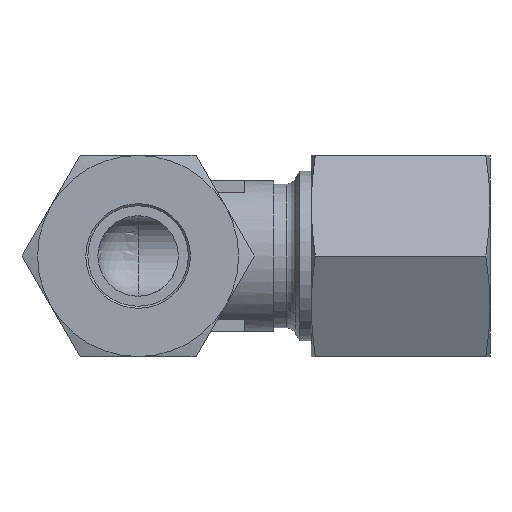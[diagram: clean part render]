
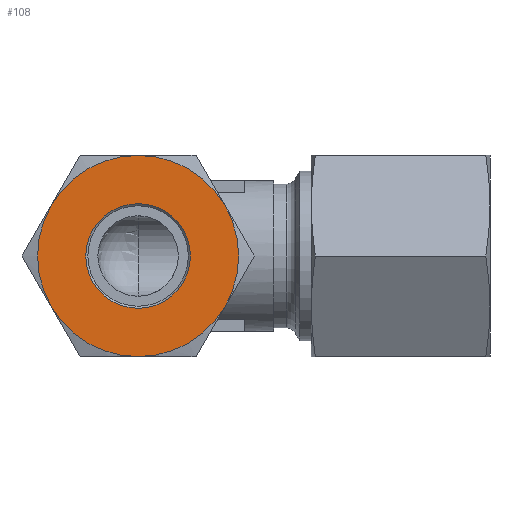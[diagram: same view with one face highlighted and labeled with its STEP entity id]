
A CAD part, front view. The second image highlights one B-rep face of the part: STEP entity #108.
In plain terms, the highlighted planar face has unit normal (0, -1, 0).
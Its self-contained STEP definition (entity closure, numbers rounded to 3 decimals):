
#108 = ADVANCED_FACE( '', ( #239, #240 ), #241, .F. );
#239 = FACE_BOUND( '', #437, .T. );
#240 = FACE_OUTER_BOUND( '', #438, .T. );
#241 = PLANE( '', #439 );
#437 = EDGE_LOOP( '', ( #793 ) );
#438 = EDGE_LOOP( '', ( #794, #795, #796, #797, #798, #799 ) );
#439 = AXIS2_PLACEMENT_3D( '', #800, #801, #802 );
#793 = ORIENTED_EDGE( '', *, *, #1232, .F. );
#794 = ORIENTED_EDGE( '', *, *, #1240, .T. );
#795 = ORIENTED_EDGE( '', *, *, #1239, .T. );
#796 = ORIENTED_EDGE( '', *, *, #1234, .T. );
#797 = ORIENTED_EDGE( '', *, *, #1204, .T. );
#798 = ORIENTED_EDGE( '', *, *, #1215, .T. );
#799 = ORIENTED_EDGE( '', *, *, #1241, .T. );
#800 = CARTESIAN_POINT( '', ( 6., -21., 0. ) );
#801 = DIRECTION( '', ( 0., 1., 0. ) );
#802 = DIRECTION( '', ( -1., 0., 0. ) );
#1204 = EDGE_CURVE( '', #1414, #1415, #1416, .T. );
#1215 = EDGE_CURVE( '', #1415, #1431, #1433, .T. );
#1232 = EDGE_CURVE( '', #1459, #1459, #1460, .T. );
#1234 = EDGE_CURVE( '', #1446, #1414, #1463, .T. );
#1239 = EDGE_CURVE( '', #1439, #1446, #1471, .T. );
#1240 = EDGE_CURVE( '', #1455, #1439, #1472, .T. );
#1241 = EDGE_CURVE( '', #1431, #1455, #1473, .T. );
#1414 = VERTEX_POINT( '', #1767 );
#1415 = VERTEX_POINT( '', #1768 );
#1416 = CIRCLE( '', #1769, 6. );
#1431 = VERTEX_POINT( '', #1801 );
#1433 = CIRCLE( '', #1806, 6. );
#1439 = VERTEX_POINT( '', #1819 );
#1446 = VERTEX_POINT( '', #1834 );
#1455 = VERTEX_POINT( '', #1857 );
#1459 = VERTEX_POINT( '', #1874 );
#1460 = CIRCLE( '', #1875, 3.12 );
#1463 = CIRCLE( '', #1878, 6. );
#1471 = CIRCLE( '', #1889, 6. );
#1472 = CIRCLE( '', #1890, 6. );
#1473 = CIRCLE( '', #1891, 6. );
#1767 = CARTESIAN_POINT( '', ( 0., -21., 6. ) );
#1768 = CARTESIAN_POINT( '', ( -5.196, -21., 3. ) );
#1769 = AXIS2_PLACEMENT_3D( '', #2241, #2242, #2243 );
#1801 = CARTESIAN_POINT( '', ( -5.196, -21., -3. ) );
#1806 = AXIS2_PLACEMENT_3D( '', #2256, #2257, #2258 );
#1819 = CARTESIAN_POINT( '', ( 5.196, -21., -3. ) );
#1834 = CARTESIAN_POINT( '', ( 5.196, -21., 3. ) );
#1857 = CARTESIAN_POINT( '', ( 0., -21., -6. ) );
#1874 = CARTESIAN_POINT( '', ( 3.12, -21., 0. ) );
#1875 = AXIS2_PLACEMENT_3D( '', #2264, #2265, #2266 );
#1878 = AXIS2_PLACEMENT_3D( '', #2270, #2271, #2272 );
#1889 = AXIS2_PLACEMENT_3D( '', #2282, #2283, #2284 );
#1890 = AXIS2_PLACEMENT_3D( '', #2285, #2286, #2287 );
#1891 = AXIS2_PLACEMENT_3D( '', #2288, #2289, #2290 );
#2241 = CARTESIAN_POINT( '', ( 0., -21., 0. ) );
#2242 = DIRECTION( '', ( 0., -1., 0. ) );
#2243 = DIRECTION( '', ( 1., 0., 0. ) );
#2256 = CARTESIAN_POINT( '', ( 0., -21., 0. ) );
#2257 = DIRECTION( '', ( 0., -1., 0. ) );
#2258 = DIRECTION( '', ( 1., 0., 0. ) );
#2264 = CARTESIAN_POINT( '', ( 0., -21., 0. ) );
#2265 = DIRECTION( '', ( 0., -1., 0. ) );
#2266 = DIRECTION( '', ( 1., 0., 0. ) );
#2270 = CARTESIAN_POINT( '', ( 0., -21., 0. ) );
#2271 = DIRECTION( '', ( 0., -1., 0. ) );
#2272 = DIRECTION( '', ( 1., 0., 0. ) );
#2282 = CARTESIAN_POINT( '', ( 0., -21., 0. ) );
#2283 = DIRECTION( '', ( 0., -1., 0. ) );
#2284 = DIRECTION( '', ( 1., 0., 0. ) );
#2285 = CARTESIAN_POINT( '', ( 0., -21., 0. ) );
#2286 = DIRECTION( '', ( 0., -1., 0. ) );
#2287 = DIRECTION( '', ( 1., 0., 0. ) );
#2288 = CARTESIAN_POINT( '', ( 0., -21., 0. ) );
#2289 = DIRECTION( '', ( 0., -1., 0. ) );
#2290 = DIRECTION( '', ( 1., 0., 0. ) );
